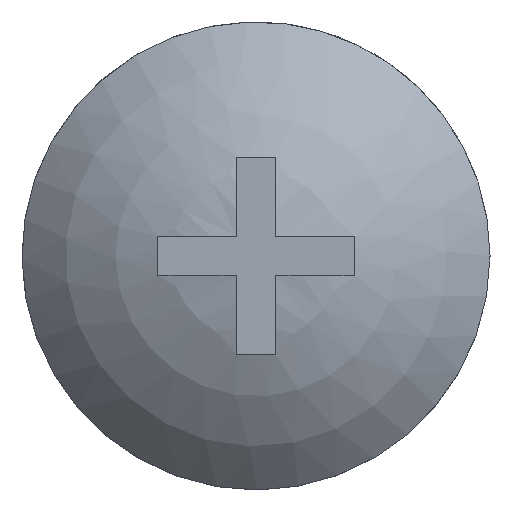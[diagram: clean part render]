
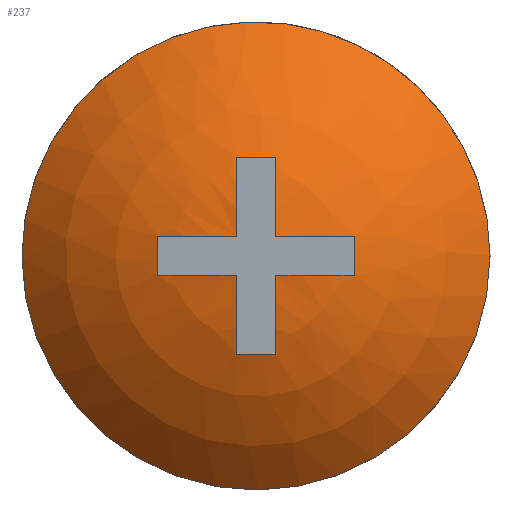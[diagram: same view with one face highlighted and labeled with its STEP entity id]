
A CAD part, top view. The second image highlights one B-rep face of the part: STEP entity #237.
In plain terms, the highlighted spherical face has radius 4.675 mm.
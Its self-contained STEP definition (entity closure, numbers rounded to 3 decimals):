
#237=ADVANCED_FACE('',(#257,#258),#256,.T.);
#256=SPHERICAL_SURFACE('',#511,4.675);
#257=FACE_BOUND('',#269,.T.);
#258=FACE_BOUND('',#270,.T.);
#269=EDGE_LOOP('',(#293));
#270=EDGE_LOOP('',(#294,#295,#296,#297,#298,#299,#300,#301,#302,#303,#304,
#305));
#293=ORIENTED_EDGE('',*,*,#405,.T.);
#294=ORIENTED_EDGE('',*,*,#406,.F.);
#295=ORIENTED_EDGE('',*,*,#407,.F.);
#296=ORIENTED_EDGE('',*,*,#408,.F.);
#297=ORIENTED_EDGE('',*,*,#409,.F.);
#298=ORIENTED_EDGE('',*,*,#410,.F.);
#299=ORIENTED_EDGE('',*,*,#411,.F.);
#300=ORIENTED_EDGE('',*,*,#412,.F.);
#301=ORIENTED_EDGE('',*,*,#413,.F.);
#302=ORIENTED_EDGE('',*,*,#414,.F.);
#303=ORIENTED_EDGE('',*,*,#415,.F.);
#304=ORIENTED_EDGE('',*,*,#416,.F.);
#305=ORIENTED_EDGE('',*,*,#417,.F.);
#375=VERTEX_POINT('',#635);
#376=VERTEX_POINT('',#637);
#377=VERTEX_POINT('',#638);
#378=VERTEX_POINT('',#640);
#379=VERTEX_POINT('',#642);
#380=VERTEX_POINT('',#644);
#381=VERTEX_POINT('',#646);
#382=VERTEX_POINT('',#648);
#383=VERTEX_POINT('',#650);
#384=VERTEX_POINT('',#652);
#385=VERTEX_POINT('',#654);
#386=VERTEX_POINT('',#656);
#387=VERTEX_POINT('',#658);
#405=EDGE_CURVE('',#375,#375,#446,.T.);
#406=EDGE_CURVE('',#376,#377,#447,.T.);
#407=EDGE_CURVE('',#378,#376,#448,.T.);
#408=EDGE_CURVE('',#379,#378,#449,.T.);
#409=EDGE_CURVE('',#380,#379,#450,.T.);
#410=EDGE_CURVE('',#381,#380,#451,.T.);
#411=EDGE_CURVE('',#382,#381,#452,.T.);
#412=EDGE_CURVE('',#383,#382,#453,.T.);
#413=EDGE_CURVE('',#384,#383,#454,.T.);
#414=EDGE_CURVE('',#385,#384,#455,.T.);
#415=EDGE_CURVE('',#386,#385,#456,.T.);
#416=EDGE_CURVE('',#387,#386,#457,.T.);
#417=EDGE_CURVE('',#377,#387,#458,.T.);
#446=CIRCLE('',#498,3.45);
#447=CIRCLE('',#499,4.666);
#448=CIRCLE('',#500,4.666);
#449=CIRCLE('',#501,4.445);
#450=CIRCLE('',#502,4.666);
#451=CIRCLE('',#503,4.666);
#452=CIRCLE('',#504,4.445);
#453=CIRCLE('',#505,4.666);
#454=CIRCLE('',#506,4.666);
#455=CIRCLE('',#507,4.445);
#456=CIRCLE('',#508,4.666);
#457=CIRCLE('',#509,4.666);
#458=CIRCLE('',#510,4.445);
#498=AXIS2_PLACEMENT_3D('',#634,#537,#538);
#499=AXIS2_PLACEMENT_3D('',#636,#539,#540);
#500=AXIS2_PLACEMENT_3D('',#639,#541,#542);
#501=AXIS2_PLACEMENT_3D('',#641,#543,#544);
#502=AXIS2_PLACEMENT_3D('',#643,#545,#546);
#503=AXIS2_PLACEMENT_3D('',#645,#547,#548);
#504=AXIS2_PLACEMENT_3D('',#647,#549,#550);
#505=AXIS2_PLACEMENT_3D('',#649,#551,#552);
#506=AXIS2_PLACEMENT_3D('',#651,#553,#554);
#507=AXIS2_PLACEMENT_3D('',#653,#555,#556);
#508=AXIS2_PLACEMENT_3D('',#655,#557,#558);
#509=AXIS2_PLACEMENT_3D('',#657,#559,#560);
#510=AXIS2_PLACEMENT_3D('',#659,#561,#562);
#511=AXIS2_PLACEMENT_3D('',#660,#563,#564);
#537=DIRECTION('',(0.,0.,1.));
#538=DIRECTION('',(1.,0.,0.));
#539=DIRECTION('',(-1.,0.,0.));
#540=DIRECTION('',(0.,-1.,0.));
#541=DIRECTION('',(0.,-1.,0.));
#542=DIRECTION('',(1.,0.,0.));
#543=DIRECTION('',(-1.,0.,0.));
#544=DIRECTION('',(0.,-1.,0.));
#545=DIRECTION('',(0.,1.,0.));
#546=DIRECTION('',(-1.,0.,0.));
#547=DIRECTION('',(-1.,0.,0.));
#548=DIRECTION('',(0.,-1.,0.));
#549=DIRECTION('',(0.,1.,0.));
#550=DIRECTION('',(-1.,0.,0.));
#551=DIRECTION('',(1.,0.,0.));
#552=DIRECTION('',(0.,1.,0.));
#553=DIRECTION('',(0.,1.,0.));
#554=DIRECTION('',(-1.,0.,0.));
#555=DIRECTION('',(1.,0.,0.));
#556=DIRECTION('',(0.,0.,-1.));
#557=DIRECTION('',(0.,-1.,0.));
#558=DIRECTION('',(0.,0.,-1.));
#559=DIRECTION('',(1.,0.,0.));
#560=DIRECTION('',(0.,1.,0.));
#561=DIRECTION('',(0.,-1.,0.));
#562=DIRECTION('',(0.,0.,-1.));
#563=DIRECTION('',(0.,0.,1.));
#564=DIRECTION('',(0.,1.,0.));
#634=CARTESIAN_POINT('',(0.,0.,0.38));
#635=CARTESIAN_POINT('',(3.45,0.,0.38));
#636=CARTESIAN_POINT('',(0.29,0.,-2.775));
#637=CARTESIAN_POINT('',(0.29,0.29,1.882));
#638=CARTESIAN_POINT('',(0.29,1.45,1.66));
#639=CARTESIAN_POINT('',(0.,0.29,-2.775));
#640=CARTESIAN_POINT('',(1.45,0.29,1.66));
#641=CARTESIAN_POINT('',(1.45,0.,-2.775));
#642=CARTESIAN_POINT('',(1.45,-0.29,1.66));
#643=CARTESIAN_POINT('',(0.,-0.29,-2.775));
#644=CARTESIAN_POINT('',(0.29,-0.29,1.882));
#645=CARTESIAN_POINT('',(0.29,0.,-2.775));
#646=CARTESIAN_POINT('',(0.29,-1.45,1.66));
#647=CARTESIAN_POINT('',(0.,-1.45,-2.775));
#648=CARTESIAN_POINT('',(-0.29,-1.45,1.66));
#649=CARTESIAN_POINT('',(-0.29,0.,-2.775));
#650=CARTESIAN_POINT('',(-0.29,-0.29,1.882));
#651=CARTESIAN_POINT('',(0.,-0.29,-2.775));
#652=CARTESIAN_POINT('',(-1.45,-0.29,1.66));
#653=CARTESIAN_POINT('',(-1.45,0.,-2.775));
#654=CARTESIAN_POINT('',(-1.45,0.29,1.66));
#655=CARTESIAN_POINT('',(0.,0.29,-2.775));
#656=CARTESIAN_POINT('',(-0.29,0.29,1.882));
#657=CARTESIAN_POINT('',(-0.29,0.,-2.775));
#658=CARTESIAN_POINT('',(-0.29,1.45,1.66));
#659=CARTESIAN_POINT('',(0.,1.45,-2.775));
#660=CARTESIAN_POINT('',(0.,0.,-2.775));
